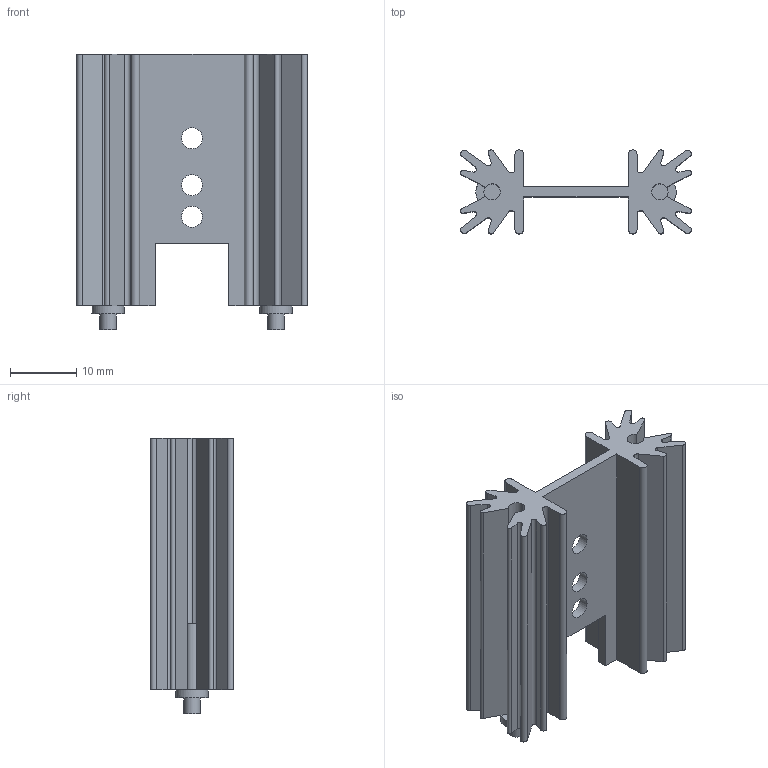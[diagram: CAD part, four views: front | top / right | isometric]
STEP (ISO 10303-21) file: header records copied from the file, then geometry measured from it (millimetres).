
FILE_DESCRIPTION(('FreeCAD Model'),'2;1');
FILE_NAME('Open CASCADE Shape Model','2025-06-11T18:10:30',( 'kicad StepUp'),('ksu MCAD'),'Open CASCADE STEP processor 7.7', 'FreeCAD','Unknown');
FILE_SCHEMA(('AUTOMOTIVE_DESIGN { 1 0 10303 214 1 1 1 1 }'));
Length unit declared in the file: millimetre
Products named in the file (1): Heatsink_AAVID_Extruded_531102B02100G_34.9x12.7mm_H38.1mm
Bounding box: 34.92 x 12.7 x 41.7 mm (x, y, z)
Volume: 6378.8 mm3; surface area: 7007 mm2
Topology: 1 solids, 1 shells, 89 faces, 249 edges, 164 vertices
Faces by surface type: plane 48, cylinder 41
Full cylindrical faces by diameter (mm): 2.46 x2, 3.18 x3, 4.92 x2
Entity records: 3719 total; most frequent: DIRECTION 517, CARTESIAN_POINT 503, ORIENTED_EDGE 498, EDGE_CURVE 249, AXIS2_PLACEMENT_3D 178, VERTEX_POINT 164, LINE 161, VECTOR 161
